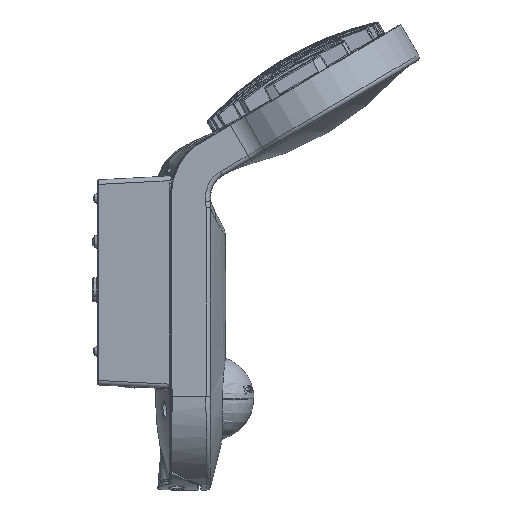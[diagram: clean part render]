
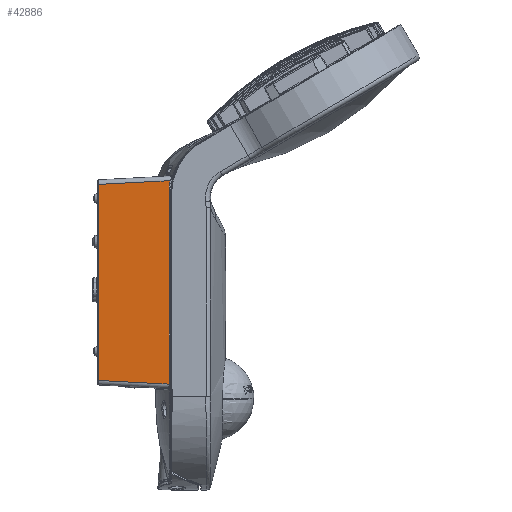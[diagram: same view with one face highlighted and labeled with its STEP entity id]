
A CAD part, front view. The second image highlights one B-rep face of the part: STEP entity #42886.
In plain terms, the highlighted planar face has unit normal (-0.052, -0.999, 0).
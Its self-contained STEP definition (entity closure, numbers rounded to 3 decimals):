
#27590=CARTESIAN_POINT('Vertex',(17.35,-38.843,-2.373)) ;
#27594=CARTESIAN_POINT('Control Point',(17.35,-38.843,-2.373)) ;
#27595=CARTESIAN_POINT('Control Point',(17.35,-38.843,-2.389)) ;
#27596=CARTESIAN_POINT('Control Point',(17.35,-38.843,-2.406)) ;
#27597=CARTESIAN_POINT('Control Point',(17.35,-38.843,-2.423)) ;
#27598=CARTESIAN_POINT('Vertex',(17.35,-38.843,-2.423)) ;
#27629=CARTESIAN_POINT('Vertex',(17.351,-38.843,-2.275)) ;
#27633=CARTESIAN_POINT('Control Point',(17.351,-38.843,-2.275)) ;
#27634=CARTESIAN_POINT('Control Point',(17.35,-38.843,-2.308)) ;
#27635=CARTESIAN_POINT('Control Point',(17.35,-38.843,-2.34)) ;
#27636=CARTESIAN_POINT('Control Point',(17.35,-38.843,-2.373)) ;
#27661=CARTESIAN_POINT('Vertex',(17.553,-38.854,0.28)) ;
#27665=CARTESIAN_POINT('Control Point',(17.553,-38.854,0.28)) ;
#27666=CARTESIAN_POINT('Control Point',(17.42,-38.847,-0.573)) ;
#27667=CARTESIAN_POINT('Control Point',(17.352,-38.843,-1.426)) ;
#27668=CARTESIAN_POINT('Control Point',(17.351,-38.843,-2.275)) ;
#27693=CARTESIAN_POINT('Vertex',(17.577,-38.855,0.419)) ;
#27697=CARTESIAN_POINT('Control Point',(17.577,-38.855,0.419)) ;
#27698=CARTESIAN_POINT('Control Point',(17.568,-38.854,0.373)) ;
#27699=CARTESIAN_POINT('Control Point',(17.561,-38.854,0.326)) ;
#27700=CARTESIAN_POINT('Control Point',(17.553,-38.854,0.28)) ;
#27726=CARTESIAN_POINT('Vertex',(17.623,-38.857,0.673)) ;
#27730=CARTESIAN_POINT('Control Point',(17.623,-38.857,0.673)) ;
#27731=CARTESIAN_POINT('Control Point',(17.607,-38.856,0.589)) ;
#27732=CARTESIAN_POINT('Control Point',(17.591,-38.856,0.504)) ;
#27733=CARTESIAN_POINT('Control Point',(17.577,-38.855,0.419)) ;
#34781=CARTESIAN_POINT('Control Point',(17.35,-38.843,-2.423)) ;
#34782=CARTESIAN_POINT('Control Point',(17.333,-38.842,-5.78)) ;
#34783=CARTESIAN_POINT('Control Point',(17.318,-38.841,-9.154)) ;
#34784=CARTESIAN_POINT('Control Point',(17.307,-38.841,-12.477)) ;
#34785=CARTESIAN_POINT('Control Point',(17.298,-38.84,-16.671)) ;
#34786=CARTESIAN_POINT('Control Point',(17.294,-38.84,-20.868)) ;
#34787=CARTESIAN_POINT('Control Point',(17.294,-38.84,-21.708)) ;
#34788=CARTESIAN_POINT('Control Point',(17.293,-38.84,-25.054)) ;
#34789=CARTESIAN_POINT('Control Point',(17.295,-38.84,-28.439)) ;
#34790=CARTESIAN_POINT('Control Point',(17.298,-38.84,-31.017)) ;
#34791=CARTESIAN_POINT('Control Point',(17.303,-38.841,-34.253)) ;
#34792=CARTESIAN_POINT('Control Point',(17.309,-38.841,-37.454)) ;
#34793=CARTESIAN_POINT('Control Point',(17.311,-38.841,-38.149)) ;
#34794=CARTESIAN_POINT('Control Point',(17.314,-38.841,-40.054)) ;
#34795=CARTESIAN_POINT('Control Point',(17.318,-38.841,-41.956)) ;
#34796=CARTESIAN_POINT('Control Point',(17.321,-38.841,-43.15)) ;
#34797=CARTESIAN_POINT('Control Point',(17.327,-38.842,-46.012)) ;
#34798=CARTESIAN_POINT('Control Point',(17.332,-38.842,-48.805)) ;
#34799=CARTESIAN_POINT('Control Point',(17.335,-38.842,-50.428)) ;
#34800=CARTESIAN_POINT('Control Point',(17.34,-38.842,-53.403)) ;
#34801=CARTESIAN_POINT('Control Point',(17.345,-38.843,-56.534)) ;
#34802=CARTESIAN_POINT('Control Point',(17.348,-38.843,-57.941)) ;
#34803=CARTESIAN_POINT('Control Point',(17.352,-38.843,-60.399)) ;
#34804=CARTESIAN_POINT('Control Point',(17.356,-38.843,-62.88)) ;
#34805=CARTESIAN_POINT('Control Point',(17.358,-38.843,-63.926)) ;
#34806=CARTESIAN_POINT('Control Point',(17.362,-38.844,-66.73)) ;
#34807=CARTESIAN_POINT('Control Point',(17.365,-38.844,-69.484)) ;
#34808=CARTESIAN_POINT('Control Point',(17.367,-38.844,-71.183)) ;
#34809=CARTESIAN_POINT('Control Point',(17.367,-38.844,-73.228)) ;
#34810=CARTESIAN_POINT('Control Point',(17.365,-38.844,-75.266)) ;
#34811=CARTESIAN_POINT('Control Point',(17.365,-38.844,-75.59)) ;
#34812=CARTESIAN_POINT('Control Point',(17.363,-38.844,-77.376)) ;
#34813=CARTESIAN_POINT('Control Point',(17.359,-38.843,-79.175)) ;
#34814=CARTESIAN_POINT('Control Point',(17.356,-38.843,-80.61)) ;
#34815=CARTESIAN_POINT('Control Point',(17.35,-38.843,-82.872)) ;
#34816=CARTESIAN_POINT('Control Point',(17.346,-38.843,-85.133)) ;
#34817=CARTESIAN_POINT('Control Point',(17.346,-38.843,-85.962)) ;
#34818=CARTESIAN_POINT('Control Point',(17.345,-38.843,-86.787)) ;
#34819=CARTESIAN_POINT('Control Point',(17.346,-38.843,-87.61)) ;
#34820=CARTESIAN_POINT('Vertex',(17.346,-38.843,-87.61)) ;
#42509=CARTESIAN_POINT('Vertex',(17.795,-38.866,1.534)) ;
#42513=CARTESIAN_POINT('Control Point',(17.795,-38.866,1.534)) ;
#42514=CARTESIAN_POINT('Control Point',(17.735,-38.863,1.248)) ;
#42515=CARTESIAN_POINT('Control Point',(17.678,-38.86,0.961)) ;
#42516=CARTESIAN_POINT('Control Point',(17.623,-38.857,0.673)) ;
#42828=CARTESIAN_POINT('Line Origine',(1.897,-38.033,-86.8)) ;
#42832=CARTESIAN_POINT('Vertex',(-13.526,-37.225,-85.992)) ;
#42858=CARTESIAN_POINT('Axis2P3D Location',(-14.,-37.2,0.)) ;
#42863=CARTESIAN_POINT('Line Origine',(-13.526,-37.225,-43.05)) ;
#42867=CARTESIAN_POINT('Vertex',(-13.526,-37.225,-0.108)) ;
#42871=CARTESIAN_POINT('Control Point',(17.795,-38.866,1.534)) ;
#42872=CARTESIAN_POINT('Control Point',(-13.526,-37.225,-0.108)) ;
#42829=DIRECTION('Vector Direction',(0.997,-0.052,-0.052)) ;
#42859=DIRECTION('Axis2P3D Direction',(0.052,0.999,-0.)) ;
#42860=DIRECTION('Axis2P3D XDirection',(0.,0.,1.)) ;
#42864=DIRECTION('Vector Direction',(0.,0.,1.)) ;
#42861=AXIS2_PLACEMENT_3D('Plane Axis2P3D',#42858,#42859,#42860) ;
#42875=ORIENTED_EDGE('',*,*,#42869,.T.) ;
#42876=ORIENTED_EDGE('',*,*,#42834,.F.) ;
#42877=ORIENTED_EDGE('',*,*,#34822,.T.) ;
#42878=ORIENTED_EDGE('',*,*,#27600,.T.) ;
#42879=ORIENTED_EDGE('',*,*,#27637,.T.) ;
#42880=ORIENTED_EDGE('',*,*,#27669,.T.) ;
#42881=ORIENTED_EDGE('',*,*,#27701,.T.) ;
#42882=ORIENTED_EDGE('',*,*,#27734,.T.) ;
#42883=ORIENTED_EDGE('',*,*,#42517,.T.) ;
#42884=ORIENTED_EDGE('',*,*,#42873,.F.) ;
#42830=VECTOR('Line Direction',#42829,1.) ;
#42865=VECTOR('Line Direction',#42864,1.) ;
#42886=ADVANCED_FACE('Body.2',(#42885),#42862,.F.) ;
#27593=B_SPLINE_CURVE_WITH_KNOTS('',3,(#27594,#27595,#27596,#27597),.UNSPECIFIED.,.F.,.U.,(4,4),(0.,0.252),.UNSPECIFIED.) ;
#27632=B_SPLINE_CURVE_WITH_KNOTS('',3,(#27633,#27634,#27635,#27636),.UNSPECIFIED.,.F.,.U.,(4,4),(0.,0.488),.UNSPECIFIED.) ;
#27664=B_SPLINE_CURVE_WITH_KNOTS('',3,(#27665,#27666,#27667,#27668),.UNSPECIFIED.,.F.,.U.,(4,4),(0.,12.801),.UNSPECIFIED.) ;
#27696=B_SPLINE_CURVE_WITH_KNOTS('',3,(#27697,#27698,#27699,#27700),.UNSPECIFIED.,.F.,.U.,(4,4),(0.,0.231),.UNSPECIFIED.) ;
#27729=B_SPLINE_CURVE_WITH_KNOTS('',3,(#27730,#27731,#27732,#27733),.UNSPECIFIED.,.F.,.U.,(4,4),(0.,0.42),.UNSPECIFIED.) ;
#34780=B_SPLINE_CURVE_WITH_KNOTS('',5,(#34781,#34782,#34783,#34784,#34785,#34786,#34787,#34788,#34789,#34790,#34791,#34792,#34793,#34794,#34795,#34796,#34797,#34798,#34799,#34800,#34801,#34802,#34803,#34804,#34805,#34806,#34807,#34808,#34809,#34810,#34811,#34812,#34813,#34814,#34815,#34816,#34817,#34818,#34819),.UNSPECIFIED.,.F.,.U.,(6,3,3,3,3,3,3,3,3,3,3,3,6),(0.,29.072,36.344,57.959,63.976,74.446,89.465,101.096,109.546,123.908,127.194,139.338,146.377),.UNSPECIFIED.) ;
#42512=B_SPLINE_CURVE_WITH_KNOTS('',3,(#42513,#42514,#42515,#42516),.UNSPECIFIED.,.F.,.U.,(4,4),(0.554,1.987),.UNSPECIFIED.) ;
#42870=B_SPLINE_CURVE_WITH_KNOTS('',1,(#42871,#42872),.UNSPECIFIED.,.F.,.U.,(2,2),(-15.371,16.035),.UNSPECIFIED.) ;
#27600=EDGE_CURVE('',#27599,#27591,#27593,.F.) ;
#27637=EDGE_CURVE('',#27591,#27630,#27632,.F.) ;
#27669=EDGE_CURVE('',#27630,#27662,#27664,.F.) ;
#27701=EDGE_CURVE('',#27662,#27694,#27696,.F.) ;
#27734=EDGE_CURVE('',#27694,#27727,#27729,.F.) ;
#34822=EDGE_CURVE('',#34821,#27599,#34780,.F.) ;
#42517=EDGE_CURVE('',#27727,#42510,#42512,.F.) ;
#42834=EDGE_CURVE('',#34821,#42833,#42831,.F.) ;
#42869=EDGE_CURVE('',#42868,#42833,#42866,.F.) ;
#42873=EDGE_CURVE('',#42868,#42510,#42870,.F.) ;
#42874=EDGE_LOOP('',(#42875,#42876,#42877,#42878,#42879,#42880,#42881,#42882,#42883,#42884)) ;
#42885=FACE_OUTER_BOUND('',#42874,.T.) ;
#42831=LINE('Line',#42828,#42830) ;
#42866=LINE('Line',#42863,#42865) ;
#42862=PLANE('',#42861) ;
#27591=VERTEX_POINT('',#27590) ;
#27599=VERTEX_POINT('',#27598) ;
#27630=VERTEX_POINT('',#27629) ;
#27662=VERTEX_POINT('',#27661) ;
#27694=VERTEX_POINT('',#27693) ;
#27727=VERTEX_POINT('',#27726) ;
#34821=VERTEX_POINT('',#34820) ;
#42510=VERTEX_POINT('',#42509) ;
#42833=VERTEX_POINT('',#42832) ;
#42868=VERTEX_POINT('',#42867) ;
